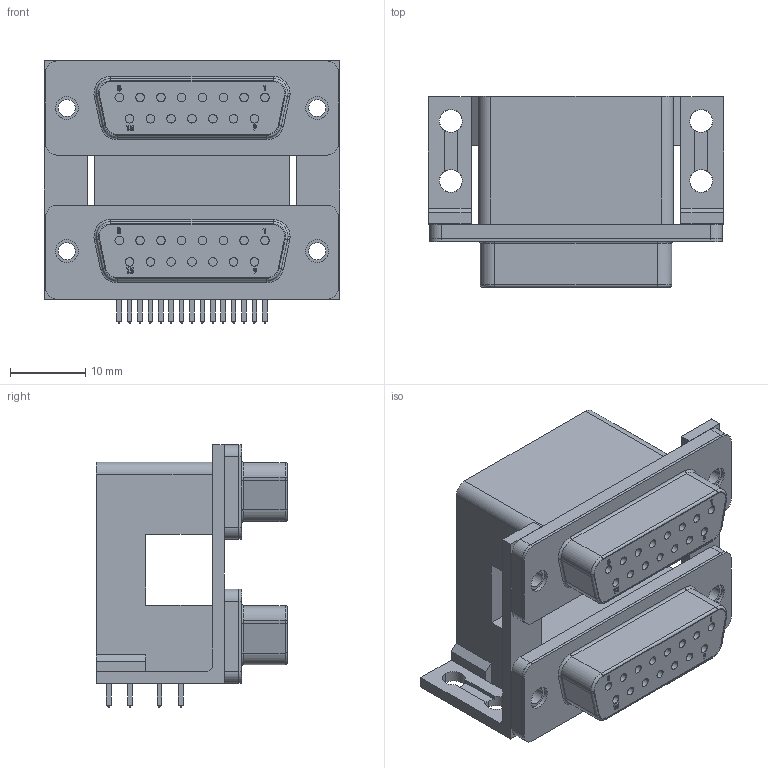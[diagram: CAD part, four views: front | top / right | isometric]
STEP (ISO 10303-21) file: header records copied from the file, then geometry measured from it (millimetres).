
FILE_DESCRIPTION(('FreeCAD Model'),'2;1');
FILE_NAME('178-015-513.step', '2019-05-28T17:52:28',('kicad StepUp'),('ksu MCAD'), 'Open CASCADE STEP processor 7.2','FreeCAD','Unknown');
FILE_SCHEMA(('AUTOMOTIVE_DESIGN { 1 0 10303 214 1 1 1 1 }'));
Length unit declared in the file: millimetre
Products named in the file (1): 178-015-513
Bounding box: 39.32 x 25.43 x 34.95 mm (x, y, z)
Volume: 15533.6 mm3; surface area: 10513.6 mm2
Topology: 1 solids, 1 shells, 707 faces, 1714 edges, 1090 vertices
Faces by surface type: plane 467, cylinder 156, bspline 64, torus 20
Entity records: 28528 total; most frequent: CARTESIAN_POINT 7096, ORIENTED_EDGE 3428, DIRECTION 3236, EDGE_CURVE 1714, LINE 1224, VECTOR 1224, VERTEX_POINT 1090, AXIS2_PLACEMENT_3D 1006
